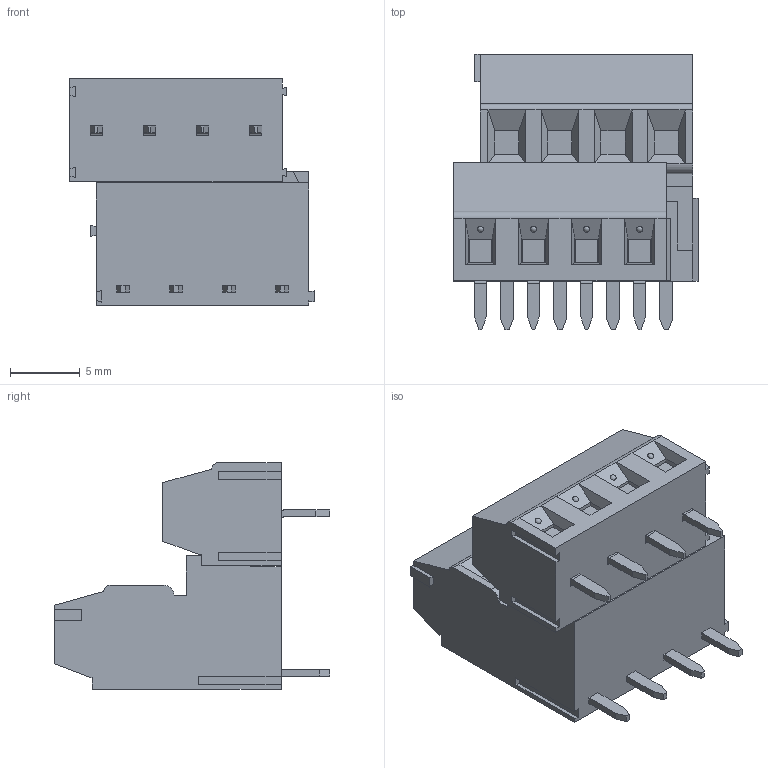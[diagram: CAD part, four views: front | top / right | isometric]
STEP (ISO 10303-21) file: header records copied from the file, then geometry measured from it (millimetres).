
FILE_DESCRIPTION((''),'2;1');
FILE_NAME('WJEK381B-381-2X04P-1YY','2018-06-08T',('QZY'),(''),'CREO PARAMETRIC BY PTC INC, 2014440','CREO PARAMETRIC BY PTC INC, 2014440','');
FILE_SCHEMA(('CONFIG_CONTROL_DESIGN'));
Length unit declared in the file: millimetre
Products named in the file (1): WJEK381B-381-2X04P-1YY
Bounding box: 17.55 x 19.8 x 16.28 mm (x, y, z)
Volume: 2617.7 mm3; surface area: 2128.3 mm2
Topology: 1 solids, 1 shells, 440 faces, 1116 edges, 696 vertices
Faces by surface type: plane 265, cylinder 75, cone 64, torus 32, sphere 4
Entity records: 13432 total; most frequent: CARTESIAN_POINT 2628, ORIENTED_EDGE 2224, DIRECTION 2198, EDGE_CURVE 1112, VECTOR 778, LINE 778, AXIS2_PLACEMENT_3D 710, VERTEX_POINT 696
